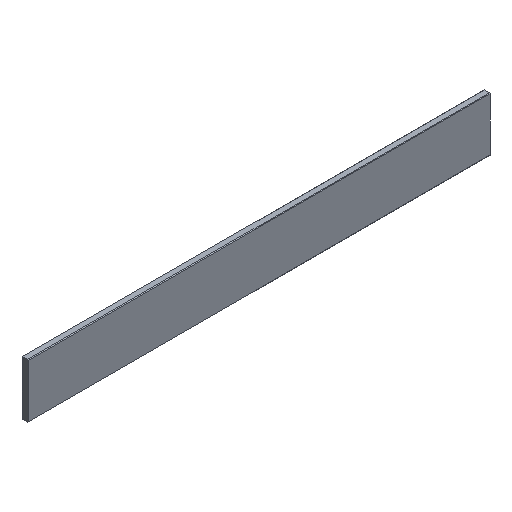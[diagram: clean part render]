
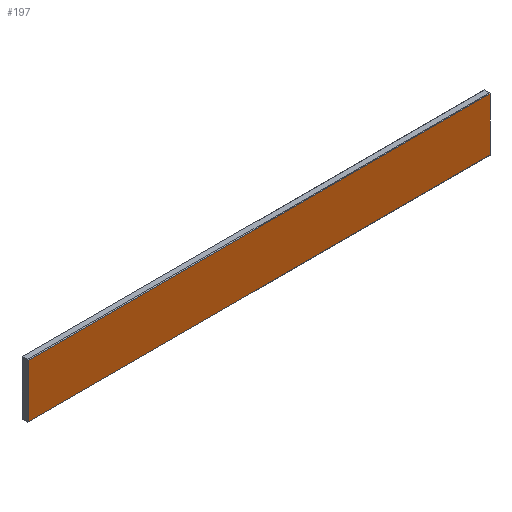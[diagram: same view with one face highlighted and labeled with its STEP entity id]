
A CAD part, isometric view. The second image highlights one B-rep face of the part: STEP entity #197.
In plain terms, the highlighted face is planar.
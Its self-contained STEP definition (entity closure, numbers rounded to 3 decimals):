
#31=FACE_OUTER_BOUND('',#41,.T.);
#41=EDGE_LOOP('',(#167,#168,#169,#170));
#44=LINE('',#297,#68);
#53=LINE('',#314,#77);
#64=LINE('',#336,#88);
#66=LINE('',#340,#90);
#68=VECTOR('',#245,10.);
#77=VECTOR('',#256,10.);
#88=VECTOR('',#277,10.);
#90=VECTOR('',#283,10.);
#92=VERTEX_POINT('',#294);
#93=VERTEX_POINT('',#296);
#100=VERTEX_POINT('',#312);
#106=VERTEX_POINT('',#334);
#108=EDGE_CURVE('',#92,#93,#44,.T.);
#117=EDGE_CURVE('',#92,#100,#53,.T.);
#128=EDGE_CURVE('',#106,#100,#64,.T.);
#130=EDGE_CURVE('',#93,#106,#66,.T.);
#167=ORIENTED_EDGE('',*,*,#108,.F.);
#168=ORIENTED_EDGE('',*,*,#117,.T.);
#169=ORIENTED_EDGE('',*,*,#128,.F.);
#170=ORIENTED_EDGE('',*,*,#130,.F.);
#187=PLANE('',#234);
#197=ADVANCED_FACE('',(#31),#187,.T.);
#234=AXIS2_PLACEMENT_3D('',#339,#281,#282);
#245=DIRECTION('',(0.,-1.,0.));
#256=DIRECTION('',(0.,0.,1.));
#277=DIRECTION('',(0.,1.,0.));
#281=DIRECTION('center_axis',(1.,0.,0.));
#282=DIRECTION('ref_axis',(0.,1.,0.));
#283=DIRECTION('',(0.,0.,1.));
#294=CARTESIAN_POINT('',(3.,221.,0.6));
#296=CARTESIAN_POINT('',(3.,-221.,0.6));
#297=CARTESIAN_POINT('',(3.,-110.5,0.6));
#312=CARTESIAN_POINT('',(3.,221.,51.4));
#314=CARTESIAN_POINT('',(3.,221.,0.));
#334=CARTESIAN_POINT('',(3.,-221.,51.4));
#336=CARTESIAN_POINT('',(3.,-110.5,51.4));
#339=CARTESIAN_POINT('Origin',(3.,-221.,0.));
#340=CARTESIAN_POINT('',(3.,-221.,0.));
